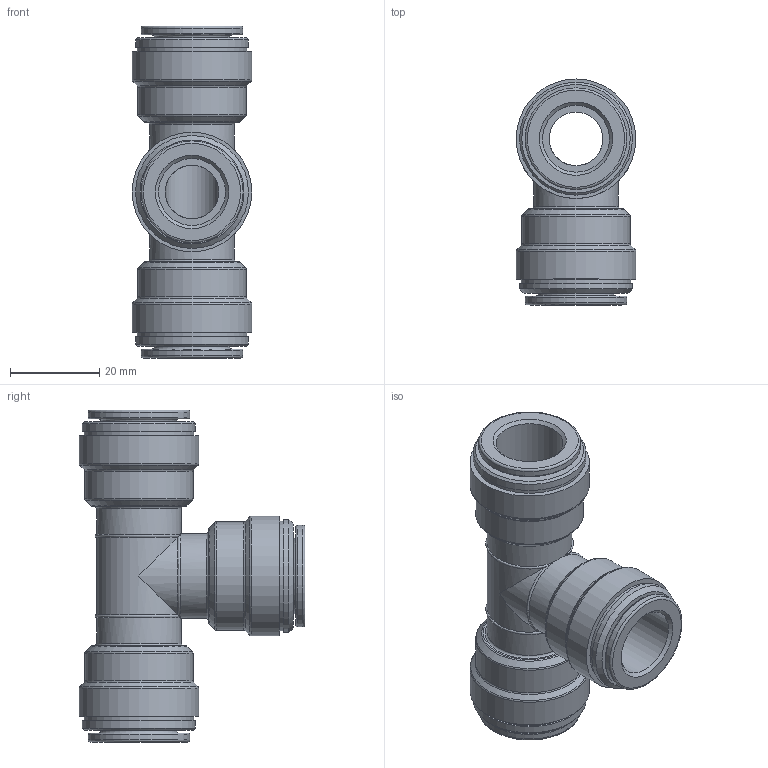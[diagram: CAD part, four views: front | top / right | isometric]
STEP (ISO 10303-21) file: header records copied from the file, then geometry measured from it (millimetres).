
FILE_DESCRIPTION(/* description */ ('STEP AP214'),/* implementation_level */ '2;1');
FILE_NAME(/* name */ '177688_CQT-15',/* time_stamp */ '2024-08-07T22:08:22+02:00',/* author */ ('License CC BY-ND 4.0'),/* organization */ ('CADENAS'),/* preprocessor_version */ 'ST-DEVELOPER v19.3',/* originating_system */ 'PARTsolutions',/* authorisation */ ' ');
FILE_SCHEMA (('AUTOMOTIVE_DESIGN {1 0 10303 214 3 1 1}'));
Length unit declared in the file: millimetre
Products named in the file (1): 177688 CQT-15
Bounding box: 26.8 x 50.6 x 74.4 mm (x, y, z)
Volume: 25010 mm3; surface area: 14671.9 mm2
Topology: 1 solids, 1 shells, 98 faces, 188 edges, 109 vertices
Faces by surface type: torus 36, cylinder 29, plane 21, cone 12
Full cylindrical faces by diameter (mm): 12 x2, 15 x3, 16.86 x3, 19 x3, 22.8 x3, 24.25 x3, 24.5 x3, 25.3 x3, 26.8 x3
Entity records: 2226 total; most frequent: CARTESIAN_POINT 455, DIRECTION 392, ORIENTED_EDGE 242, AXIS2_PLACEMENT_3D 196, EDGE_LOOP 182, FACE_BOUND 182, EDGE_CURVE 121, VERTEX_POINT 105
